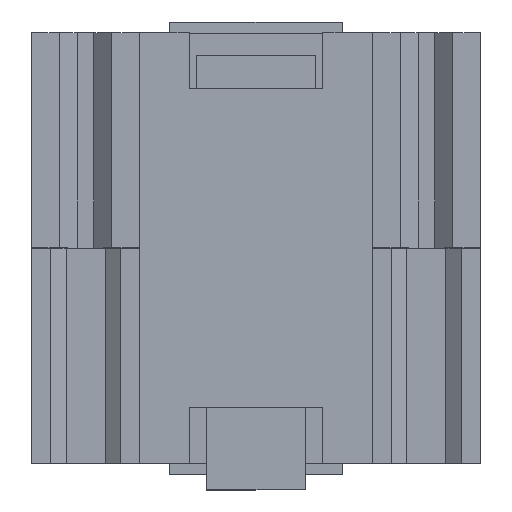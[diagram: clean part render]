
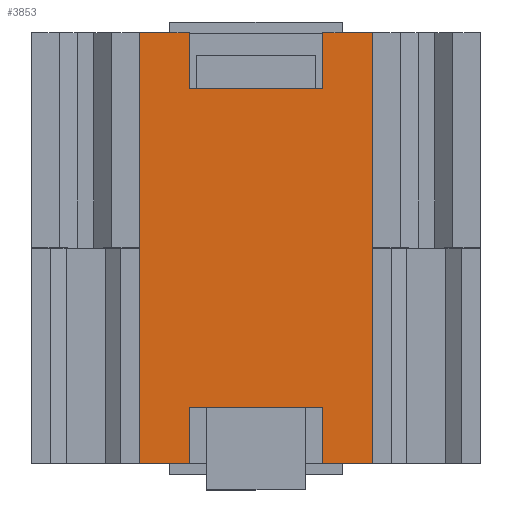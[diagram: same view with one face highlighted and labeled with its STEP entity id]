
A CAD part, top view. The second image highlights one B-rep face of the part: STEP entity #3853.
In plain terms, the highlighted planar face has unit normal (0, 0, 1).
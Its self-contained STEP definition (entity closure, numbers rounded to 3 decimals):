
#306=CARTESIAN_POINT('',(-14.865,26.878,14.));
#307=VERTEX_POINT('',#306);
#314=CARTESIAN_POINT('',(-10.415,26.878,14.));
#315=VERTEX_POINT('',#314);
#316=CARTESIAN_POINT('',(-14.865,26.878,14.));
#317=DIRECTION('',(1.0,0.0,0.0));
#318=VECTOR('',#317,4.45);
#319=LINE('',#316,#318);
#320=EDGE_CURVE('',#307,#315,#319,.T.);
#338=CARTESIAN_POINT('',(1.585,26.878,14.));
#339=VERTEX_POINT('',#338);
#346=CARTESIAN_POINT('',(6.035,26.878,14.));
#347=VERTEX_POINT('',#346);
#348=CARTESIAN_POINT('',(1.585,26.878,14.));
#349=DIRECTION('',(1.0,0.0,0.0));
#350=VECTOR('',#349,4.45);
#351=LINE('',#348,#350);
#352=EDGE_CURVE('',#339,#347,#351,.T.);
#3170=CARTESIAN_POINT('',(1.585,-6.722,14.));
#3171=VERTEX_POINT('',#3170);
#3178=CARTESIAN_POINT('',(-10.415,-6.722,14.));
#3179=VERTEX_POINT('',#3178);
#3180=CARTESIAN_POINT('',(-10.415,-6.722,14.));
#3181=DIRECTION('',(1.0,0.0,0.0));
#3182=VECTOR('',#3181,12.0);
#3183=LINE('',#3180,#3182);
#3184=EDGE_CURVE('',#3179,#3171,#3183,.T.);
#3217=CARTESIAN_POINT('',(-10.415,-11.722,14.));
#3218=VERTEX_POINT('',#3217);
#3219=CARTESIAN_POINT('',(-10.415,-11.722,14.));
#3220=DIRECTION('',(0.0,1.0,0.0));
#3221=VECTOR('',#3220,5.0);
#3222=LINE('',#3219,#3221);
#3223=EDGE_CURVE('',#3218,#3179,#3222,.T.);
#3247=CARTESIAN_POINT('',(1.585,-11.722,14.));
#3248=VERTEX_POINT('',#3247);
#3255=CARTESIAN_POINT('',(1.585,-6.722,14.));
#3256=DIRECTION('',(0.0,-1.0,0.0));
#3257=VECTOR('',#3256,5.);
#3258=LINE('',#3255,#3257);
#3259=EDGE_CURVE('',#3171,#3248,#3258,.T.);
#3321=CARTESIAN_POINT('',(-10.415,21.878,14.));
#3322=VERTEX_POINT('',#3321);
#3329=CARTESIAN_POINT('',(1.585,21.878,14.));
#3330=VERTEX_POINT('',#3329);
#3331=CARTESIAN_POINT('',(1.585,21.878,14.));
#3332=DIRECTION('',(-1.0,0.0,0.0));
#3333=VECTOR('',#3332,12.);
#3334=LINE('',#3331,#3333);
#3335=EDGE_CURVE('',#3330,#3322,#3334,.T.);
#3356=CARTESIAN_POINT('',(1.585,26.878,14.));
#3357=DIRECTION('',(0.0,-1.0,0.0));
#3358=VECTOR('',#3357,5.);
#3359=LINE('',#3356,#3358);
#3360=EDGE_CURVE('',#339,#3330,#3359,.T.);
#3373=CARTESIAN_POINT('',(-10.415,21.878,14.));
#3374=DIRECTION('',(0.0,1.0,0.0));
#3375=VECTOR('',#3374,5.);
#3376=LINE('',#3373,#3375);
#3377=EDGE_CURVE('',#3322,#315,#3376,.T.);
#3445=CARTESIAN_POINT('',(6.035,-11.722,14.));
#3446=VERTEX_POINT('',#3445);
#3453=CARTESIAN_POINT('',(6.035,-11.722,14.));
#3454=DIRECTION('',(-1.0,0.0,0.0));
#3455=VECTOR('',#3454,4.45);
#3456=LINE('',#3453,#3455);
#3457=EDGE_CURVE('',#3446,#3248,#3456,.T.);
#3462=CARTESIAN_POINT('',(-14.865,-11.722,14.));
#3463=VERTEX_POINT('',#3462);
#3464=CARTESIAN_POINT('',(-10.415,-11.722,14.));
#3465=DIRECTION('',(-1.0,0.0,0.0));
#3466=VECTOR('',#3465,4.45);
#3467=LINE('',#3464,#3466);
#3468=EDGE_CURVE('',#3218,#3463,#3467,.T.);
#3709=CARTESIAN_POINT('',(6.035,7.578,14.));
#3710=VERTEX_POINT('',#3709);
#3711=CARTESIAN_POINT('',(6.035,7.578,14.));
#3712=DIRECTION('',(0.0,1.0,0.0));
#3713=VECTOR('',#3712,19.3);
#3714=LINE('',#3711,#3713);
#3715=EDGE_CURVE('',#3710,#347,#3714,.T.);
#3815=CARTESIAN_POINT('',(-4.415,7.578,14.));
#3816=DIRECTION('',(0.0,0.0,1.0));
#3817=DIRECTION('',(1.0,0.0,0.0));
#3818=AXIS2_PLACEMENT_3D('',#3815,#3816,#3817);
#3819=PLANE('',#3818);
#3820=ORIENTED_EDGE('',*,*,#3259,.T.);
#3821=ORIENTED_EDGE('',*,*,#3457,.F.);
#3822=CARTESIAN_POINT('',(6.035,-11.722,14.));
#3823=DIRECTION('',(0.0,1.0,0.0));
#3824=VECTOR('',#3823,19.3);
#3825=LINE('',#3822,#3824);
#3826=EDGE_CURVE('',#3446,#3710,#3825,.T.);
#3827=ORIENTED_EDGE('',*,*,#3826,.T.);
#3828=ORIENTED_EDGE('',*,*,#3715,.T.);
#3829=ORIENTED_EDGE('',*,*,#352,.F.);
#3830=ORIENTED_EDGE('',*,*,#3360,.T.);
#3831=ORIENTED_EDGE('',*,*,#3335,.T.);
#3832=ORIENTED_EDGE('',*,*,#3377,.T.);
#3833=ORIENTED_EDGE('',*,*,#320,.F.);
#3834=CARTESIAN_POINT('',(-14.865,7.578,14.));
#3835=VERTEX_POINT('',#3834);
#3836=CARTESIAN_POINT('',(-14.865,26.878,14.));
#3837=DIRECTION('',(0.0,-1.0,0.0));
#3838=VECTOR('',#3837,19.3);
#3839=LINE('',#3836,#3838);
#3840=EDGE_CURVE('',#307,#3835,#3839,.T.);
#3841=ORIENTED_EDGE('',*,*,#3840,.T.);
#3842=CARTESIAN_POINT('',(-14.865,7.578,14.));
#3843=DIRECTION('',(0.0,-1.0,0.0));
#3844=VECTOR('',#3843,19.3);
#3845=LINE('',#3842,#3844);
#3846=EDGE_CURVE('',#3835,#3463,#3845,.T.);
#3847=ORIENTED_EDGE('',*,*,#3846,.T.);
#3848=ORIENTED_EDGE('',*,*,#3468,.F.);
#3849=ORIENTED_EDGE('',*,*,#3223,.T.);
#3850=ORIENTED_EDGE('',*,*,#3184,.T.);
#3851=EDGE_LOOP('',(#3820,#3821,#3827,#3828,#3829,#3830,#3831,#3832,#3833,#3841,#3847,#3848,#3849,#3850));
#3852=FACE_OUTER_BOUND('',#3851,.T.);
#3853=ADVANCED_FACE('',(#3852),#3819,.T.);
